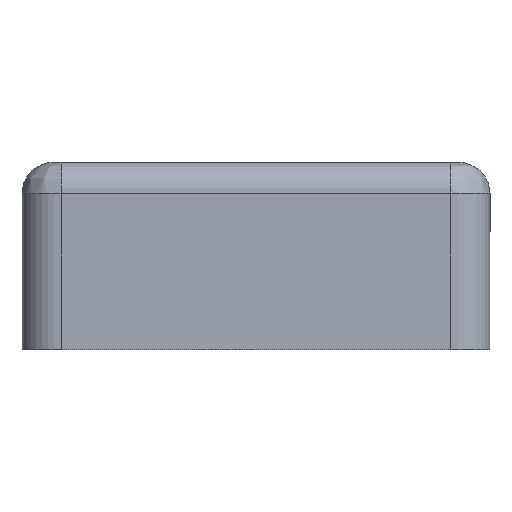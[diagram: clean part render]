
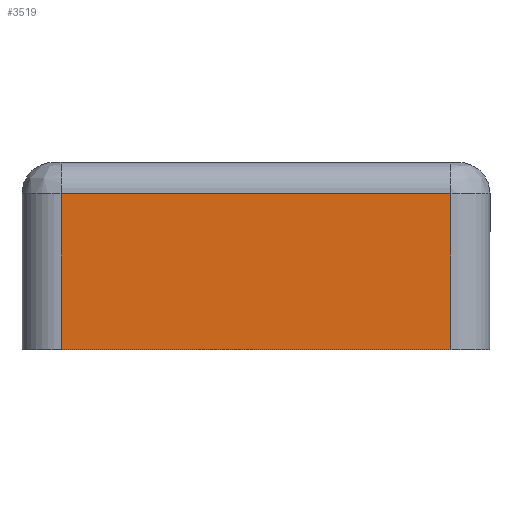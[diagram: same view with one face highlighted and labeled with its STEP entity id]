
A CAD part, front view. The second image highlights one B-rep face of the part: STEP entity #3519.
In plain terms, the highlighted planar face has unit normal (0, -1, 0).
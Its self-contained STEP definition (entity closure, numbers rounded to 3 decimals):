
#207 = CARTESIAN_POINT ( 'NONE',  ( -12.5, -30., 12. ) ) ;
#298 = DIRECTION ( 'NONE',  ( 0., 0., -1. ) ) ;
#713 = PLANE ( 'NONE',  #3639 ) ;
#777 = DIRECTION ( 'NONE',  ( 1., 0., 0. ) ) ;
#967 = VERTEX_POINT ( 'NONE', #6031 ) ;
#974 = VECTOR ( 'NONE', #4141, 1000. ) ;
#1261 = VECTOR ( 'NONE', #777, 1000. ) ;
#1422 = ORIENTED_EDGE ( 'NONE', *, *, #2208, .F. ) ;
#1759 = LINE ( 'NONE', #6268, #3060 ) ;
#2033 = EDGE_CURVE ( 'NONE', #2491, #967, #1759, .T. ) ;
#2142 = CARTESIAN_POINT ( 'NONE',  ( 12.5, -30., 10. ) ) ;
#2208 = EDGE_CURVE ( 'NONE', #7113, #2491, #5522, .T. ) ;
#2359 = DIRECTION ( 'NONE',  ( -1., 0., 0. ) ) ;
#2420 = CARTESIAN_POINT ( 'NONE',  ( -15., -30., 12. ) ) ;
#2491 = VERTEX_POINT ( 'NONE', #5169 ) ;
#2515 = CARTESIAN_POINT ( 'NONE',  ( 12.5, -30., 12. ) ) ;
#2637 = ORIENTED_EDGE ( 'NONE', *, *, #2033, .F. ) ;
#2833 = ORIENTED_EDGE ( 'NONE', *, *, #3577, .F. ) ;
#2962 = DIRECTION ( 'NONE',  ( -1., 0., 0. ) ) ;
#3060 = VECTOR ( 'NONE', #2359, 1000. ) ;
#3519 = ADVANCED_FACE ( 'NONE', ( #6184 ), #713, .F. ) ;
#3577 = EDGE_CURVE ( 'NONE', #4036, #7113, #7021, .T. ) ;
#3639 = AXIS2_PLACEMENT_3D ( 'NONE', #2420, #6318, #2962 ) ;
#4003 = EDGE_CURVE ( 'NONE', #967, #4036, #6746, .T. ) ;
#4036 = VERTEX_POINT ( 'NONE', #6398 ) ;
#4141 = DIRECTION ( 'NONE',  ( 0., 0., 1. ) ) ;
#4698 = CARTESIAN_POINT ( 'NONE',  ( -15., -30., 10. ) ) ;
#4922 = EDGE_LOOP ( 'NONE', ( #2833, #6248, #2637, #1422 ) ) ;
#5169 = CARTESIAN_POINT ( 'NONE',  ( 12.5, -30., 0. ) ) ;
#5346 = VECTOR ( 'NONE', #298, 1000. ) ;
#5522 = LINE ( 'NONE', #2515, #5346 ) ;
#6031 = CARTESIAN_POINT ( 'NONE',  ( -12.5, -30., 0. ) ) ;
#6184 = FACE_OUTER_BOUND ( 'NONE', #4922, .T. ) ;
#6248 = ORIENTED_EDGE ( 'NONE', *, *, #4003, .F. ) ;
#6268 = CARTESIAN_POINT ( 'NONE',  ( 15., -30., 0. ) ) ;
#6318 = DIRECTION ( 'NONE',  ( 0., 1., 0. ) ) ;
#6398 = CARTESIAN_POINT ( 'NONE',  ( -12.5, -30., 10. ) ) ;
#6746 = LINE ( 'NONE', #207, #974 ) ;
#7021 = LINE ( 'NONE', #4698, #1261 ) ;
#7113 = VERTEX_POINT ( 'NONE', #2142 ) ;
